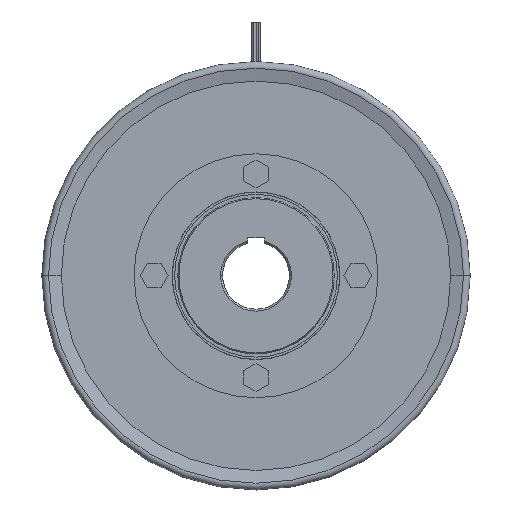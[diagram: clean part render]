
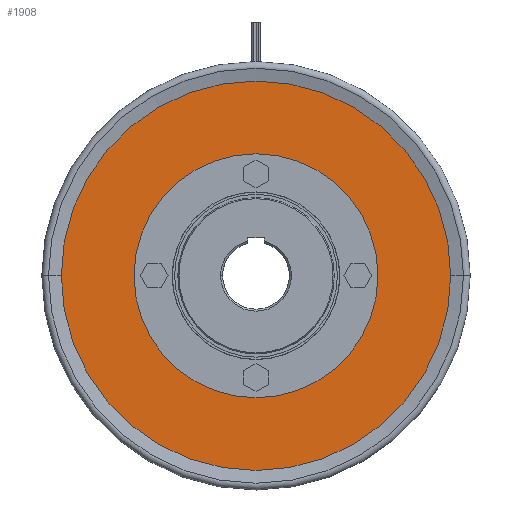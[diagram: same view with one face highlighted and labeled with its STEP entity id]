
A CAD part, top view. The second image highlights one B-rep face of the part: STEP entity #1908.
In plain terms, the highlighted planar face has unit normal (0, 0, 1).
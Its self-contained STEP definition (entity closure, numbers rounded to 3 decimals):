
#228 = FACE_OUTER_BOUND ( 'NONE', #4138, .T. ) ;
#330 = VERTEX_POINT ( 'NONE', #515 ) ;
#344 = EDGE_CURVE ( 'NONE', #1598, #3700, #1796, .T. ) ;
#452 = DIRECTION ( 'NONE',  ( -1., 0., 0. ) ) ;
#515 = CARTESIAN_POINT ( 'NONE',  ( -145.748, 0., 80.85 ) ) ;
#617 = AXIS2_PLACEMENT_3D ( 'NONE', #3260, #3649, #2597 ) ;
#999 = CARTESIAN_POINT ( 'NONE',  ( 0., 0., 80.85 ) ) ;
#1345 = DIRECTION ( 'NONE',  ( -1., 0., 0. ) ) ;
#1523 = CIRCLE ( 'NONE', #1553, 145.748 ) ;
#1553 = AXIS2_PLACEMENT_3D ( 'NONE', #1945, #4462, #452 ) ;
#1598 = VERTEX_POINT ( 'NONE', #2653 ) ;
#1796 = CIRCLE ( 'NONE', #2640, 91.3 ) ;
#1833 = EDGE_LOOP ( 'NONE', ( #3311, #4121 ) ) ;
#1908 = ADVANCED_FACE ( 'NONE', ( #2916, #228 ), #3559, .T. ) ;
#1945 = CARTESIAN_POINT ( 'NONE',  ( 0., 0., 80.85 ) ) ;
#2056 = DIRECTION ( 'NONE',  ( 0., 0., -1. ) ) ;
#2124 = DIRECTION ( 'NONE',  ( 1., 0., 0. ) ) ;
#2143 = EDGE_CURVE ( 'NONE', #2622, #330, #1523, .T. ) ;
#2262 = CARTESIAN_POINT ( 'NONE',  ( 91.3, 0., 80.85 ) ) ;
#2597 = DIRECTION ( 'NONE',  ( -1., 0., 0. ) ) ;
#2622 = VERTEX_POINT ( 'NONE', #3750 ) ;
#2640 = AXIS2_PLACEMENT_3D ( 'NONE', #999, #3200, #1345 ) ;
#2653 = CARTESIAN_POINT ( 'NONE',  ( -91.3, 0., 80.85 ) ) ;
#2788 = DIRECTION ( 'NONE',  ( -1., 0., 0. ) ) ;
#2875 = CARTESIAN_POINT ( 'NONE',  ( 0., 0., 80.85 ) ) ;
#2916 = FACE_BOUND ( 'NONE', #1833, .T. ) ;
#3094 = ORIENTED_EDGE ( 'NONE', *, *, #3914, .F. ) ;
#3200 = DIRECTION ( 'NONE',  ( 0., 0., -1. ) ) ;
#3222 = DIRECTION ( 'NONE',  ( 0., 0., 1. ) ) ;
#3235 = CIRCLE ( 'NONE', #3993, 145.748 ) ;
#3260 = CARTESIAN_POINT ( 'NONE',  ( 0., 0., 80.85 ) ) ;
#3301 = ORIENTED_EDGE ( 'NONE', *, *, #2143, .F. ) ;
#3311 = ORIENTED_EDGE ( 'NONE', *, *, #344, .T. ) ;
#3559 = PLANE ( 'NONE',  #3705 ) ;
#3649 = DIRECTION ( 'NONE',  ( 0., 0., -1. ) ) ;
#3700 = VERTEX_POINT ( 'NONE', #2262 ) ;
#3705 = AXIS2_PLACEMENT_3D ( 'NONE', #2875, #3222, #2124 ) ;
#3750 = CARTESIAN_POINT ( 'NONE',  ( 145.748, 0., 80.85 ) ) ;
#3783 = CIRCLE ( 'NONE', #617, 91.3 ) ;
#3914 = EDGE_CURVE ( 'NONE', #330, #2622, #3235, .T. ) ;
#3993 = AXIS2_PLACEMENT_3D ( 'NONE', #4179, #2056, #2788 ) ;
#4121 = ORIENTED_EDGE ( 'NONE', *, *, #4189, .T. ) ;
#4138 = EDGE_LOOP ( 'NONE', ( #3301, #3094 ) ) ;
#4179 = CARTESIAN_POINT ( 'NONE',  ( 0., 0., 80.85 ) ) ;
#4189 = EDGE_CURVE ( 'NONE', #3700, #1598, #3783, .T. ) ;
#4462 = DIRECTION ( 'NONE',  ( 0., 0., -1. ) ) ;
